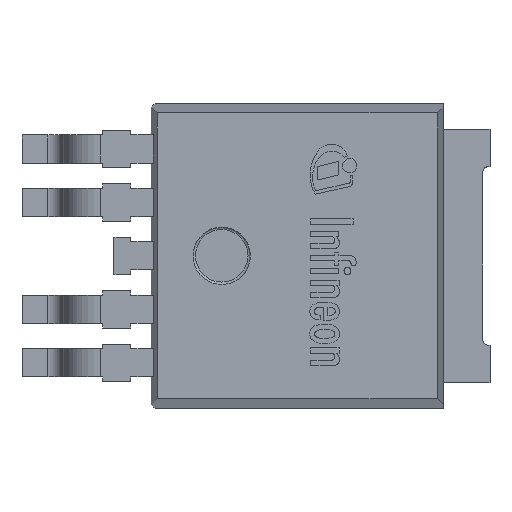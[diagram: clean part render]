
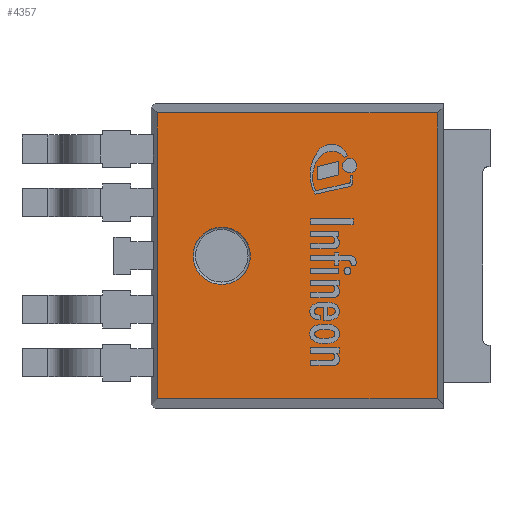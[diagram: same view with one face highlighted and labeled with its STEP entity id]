
A CAD part, top view. The second image highlights one B-rep face of the part: STEP entity #4357.
In plain terms, the highlighted planar face has unit normal (0, 0, 1).
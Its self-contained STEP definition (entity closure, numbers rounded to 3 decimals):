
#61=CIRCLE('',#4644,0.61);
#149=FACE_BOUND('',#602,.T.);
#355=FACE_OUTER_BOUND('',#601,.T.);
#601=EDGE_LOOP('',(#3758,#3759,#3760,#3761));
#602=EDGE_LOOP('',(#3762));
#1071=LINE('',#7188,#1595);
#1072=LINE('',#7190,#1596);
#1073=LINE('',#7192,#1597);
#1074=LINE('',#7193,#1598);
#1595=VECTOR('',#5584,1000.);
#1596=VECTOR('',#5585,1000.);
#1597=VECTOR('',#5586,1000.);
#1598=VECTOR('',#5587,1000.);
#2063=VERTEX_POINT('',#7182);
#2064=VERTEX_POINT('',#7186);
#2065=VERTEX_POINT('',#7187);
#2066=VERTEX_POINT('',#7189);
#2067=VERTEX_POINT('',#7191);
#2639=EDGE_CURVE('',#2063,#2063,#61,.T.);
#2640=EDGE_CURVE('',#2064,#2065,#1071,.T.);
#2641=EDGE_CURVE('',#2066,#2064,#1072,.T.);
#2642=EDGE_CURVE('',#2066,#2067,#1073,.T.);
#2643=EDGE_CURVE('',#2067,#2065,#1074,.T.);
#3758=ORIENTED_EDGE('',*,*,#2640,.F.);
#3759=ORIENTED_EDGE('',*,*,#2641,.F.);
#3760=ORIENTED_EDGE('',*,*,#2642,.T.);
#3761=ORIENTED_EDGE('',*,*,#2643,.T.);
#3762=ORIENTED_EDGE('',*,*,#2639,.F.);
#4117=PLANE('',#4645);
#4357=ADVANCED_FACE('',(#355,#149),#4117,.T.);
#4644=AXIS2_PLACEMENT_3D('',#7184,#5580,#5581);
#4645=AXIS2_PLACEMENT_3D('',#7185,#5582,#5583);
#5580=DIRECTION('center_axis',(0.,0.,1.));
#5581=DIRECTION('ref_axis',(0.,-1.,0.));
#5582=DIRECTION('center_axis',(0.,0.,1.));
#5583=DIRECTION('ref_axis',(0.,-1.,0.));
#5584=DIRECTION('',(1.,0.,0.));
#5585=DIRECTION('',(0.,1.,0.));
#5586=DIRECTION('',(1.,0.,0.));
#5587=DIRECTION('',(0.,1.,0.));
#7182=CARTESIAN_POINT('',(-0.73,0.61,2.5));
#7184=CARTESIAN_POINT('Origin',(-0.73,0.,2.5));
#7185=CARTESIAN_POINT('Origin',(0.,0.,2.5));
#7186=CARTESIAN_POINT('',(-2.103,3.046,2.5));
#7187=CARTESIAN_POINT('',(3.864,3.046,2.5));
#7188=CARTESIAN_POINT('',(-2.23,3.046,2.5));
#7189=CARTESIAN_POINT('',(-2.103,-3.046,2.5));
#7190=CARTESIAN_POINT('',(-2.103,-3.25,2.5));
#7191=CARTESIAN_POINT('',(3.864,-3.046,2.5));
#7192=CARTESIAN_POINT('',(-2.23,-3.046,2.5));
#7193=CARTESIAN_POINT('',(3.864,-3.25,2.5));
